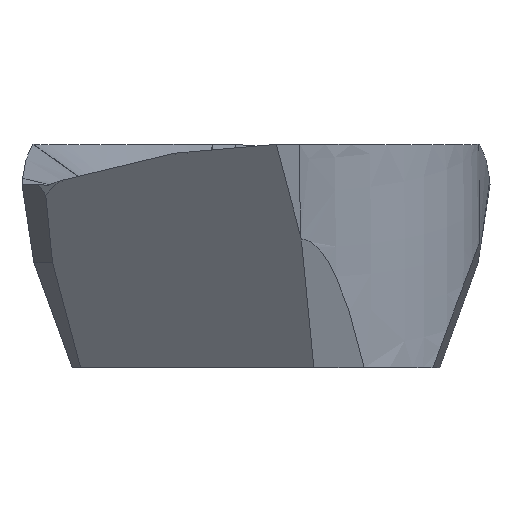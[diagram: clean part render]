
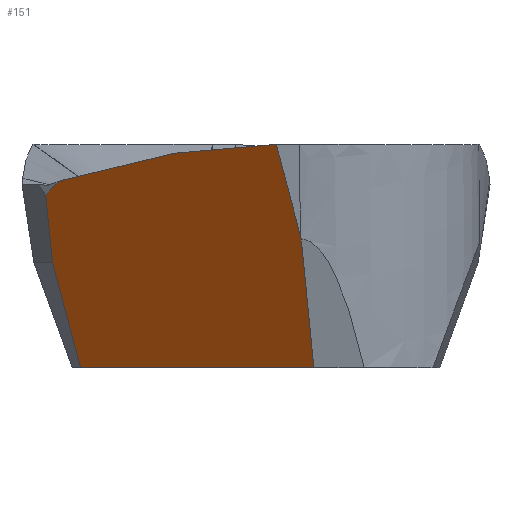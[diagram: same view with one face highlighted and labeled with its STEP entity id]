
A CAD part, left-side view. The second image highlights one B-rep face of the part: STEP entity #151.
In plain terms, the highlighted planar face has unit normal (-0.814, 0.47, -0.342).
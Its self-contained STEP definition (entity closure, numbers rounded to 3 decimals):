
#91=FACE_OUTER_BOUND('',#257,.T.);
#151=ADVANCED_FACE('',(#91),#202,.F.);
#202=PLANE('',#1230);
#257=EDGE_LOOP('',(#402,#403,#404,#405,#406,#407,#408,#409,#410,#411));
#402=ORIENTED_EDGE('',*,*,#780,.F.);
#403=ORIENTED_EDGE('',*,*,#779,.F.);
#404=ORIENTED_EDGE('',*,*,#774,.T.);
#405=ORIENTED_EDGE('',*,*,#770,.T.);
#406=ORIENTED_EDGE('',*,*,#781,.T.);
#407=ORIENTED_EDGE('',*,*,#704,.T.);
#408=ORIENTED_EDGE('',*,*,#782,.F.);
#409=ORIENTED_EDGE('',*,*,#718,.T.);
#410=ORIENTED_EDGE('',*,*,#783,.F.);
#411=ORIENTED_EDGE('',*,*,#784,.F.);
#609=VERTEX_POINT('',#1649);
#611=VERTEX_POINT('',#1652);
#624=VERTEX_POINT('',#1716);
#625=VERTEX_POINT('',#1723);
#666=VERTEX_POINT('',#2696);
#667=VERTEX_POINT('',#2698);
#670=VERTEX_POINT('',#2709);
#671=VERTEX_POINT('',#2800);
#672=VERTEX_POINT('',#2855);
#673=VERTEX_POINT('',#2859);
#704=EDGE_CURVE('',#611,#609,#856,.T.);
#718=EDGE_CURVE('',#625,#624,#1076,.T.);
#770=EDGE_CURVE('',#667,#666,#869,.T.);
#774=EDGE_CURVE('',#670,#667,#872,.T.);
#779=EDGE_CURVE('',#670,#671,#876,.T.);
#780=EDGE_CURVE('',#671,#672,#877,.T.);
#781=EDGE_CURVE('',#666,#611,#878,.T.);
#782=EDGE_CURVE('',#625,#609,#879,.T.);
#783=EDGE_CURVE('',#673,#624,#880,.T.);
#784=EDGE_CURVE('',#672,#673,#1122,.T.);
#856=LINE('',#1651,#918);
#869=LINE('',#2697,#931);
#872=LINE('',#2708,#934);
#876=LINE('',#2801,#938);
#877=LINE('',#2854,#939);
#878=LINE('',#2856,#940);
#879=LINE('',#2857,#941);
#880=LINE('',#2858,#942);
#918=VECTOR('',#1281,1.);
#931=VECTOR('',#1308,1.);
#934=VECTOR('',#1313,1.);
#938=VECTOR('',#1319,1.);
#939=VECTOR('',#1320,1.);
#940=VECTOR('',#1321,1.);
#941=VECTOR('',#1322,1.);
#942=VECTOR('',#1323,1.);
#1076=B_SPLINE_CURVE_WITH_KNOTS('',3,(#1717,#1718,#1719,#1720,#1721,#1722),
 .UNSPECIFIED.,.F.,.F.,(4,1,1,4),(0.,0.333,0.667,1.),
 .UNSPECIFIED.);
#1122=B_SPLINE_CURVE_WITH_KNOTS('',3,(#2860,#2861,#2862,#2863,#2864,#2865,
#2866),.UNSPECIFIED.,.F.,.F.,(4,1,1,1,4),(0.,0.25,0.5,0.75,1.),
 .UNSPECIFIED.);
#1230=AXIS2_PLACEMENT_3D('',#2867,#1324,#1325);
#1281=DIRECTION('',(-0.5,-0.866,0.));
#1308=DIRECTION('',(0.339,-0.094,-0.936));
#1313=DIRECTION('',(0.576,0.576,-0.58));
#1319=DIRECTION('',(-0.551,-0.812,0.195));
#1320=DIRECTION('',(-0.522,-0.85,0.074));
#1321=DIRECTION('',(0.249,-0.249,-0.936));
#1322=DIRECTION('',(0.341,-0.091,-0.936));
#1323=DIRECTION('',(0.251,-0.247,-0.936));
#1324=DIRECTION('',(0.814,-0.47,0.342));
#1325=DIRECTION('',(-0.5,-0.866,0.));
#1649=CARTESIAN_POINT('',(-7.884,-1.294,-5.));
#1651=CARTESIAN_POINT('',(-4.87,3.925,-5.));
#1652=CARTESIAN_POINT('',(-4.87,3.925,-5.));
#1716=CARTESIAN_POINT('',(-8.949,-0.997,-2.058));
#1717=CARTESIAN_POINT('',(-8.932,-1.013,-2.118));
#1718=CARTESIAN_POINT('',(-8.934,-1.012,-2.111));
#1719=CARTESIAN_POINT('',(-8.938,-1.008,-2.098));
#1720=CARTESIAN_POINT('',(-8.943,-1.003,-2.078));
#1721=CARTESIAN_POINT('',(-8.947,-0.999,-2.064));
#1722=CARTESIAN_POINT('',(-8.949,-0.997,-2.058));
#1723=CARTESIAN_POINT('',(-8.932,-1.013,-2.118));
#2696=CARTESIAN_POINT('',(-5.498,4.552,-2.644));
#2697=CARTESIAN_POINT('',(-6.045,4.703,-1.136));
#2698=CARTESIAN_POINT('',(-6.045,4.703,-1.136));
#2708=CARTESIAN_POINT('',(-6.365,4.383,-0.814));
#2709=CARTESIAN_POINT('',(-6.365,4.383,-0.814));
#2800=CARTESIAN_POINT('',(-8.096,1.832,-0.2));
#2801=CARTESIAN_POINT('',(-7.233,3.104,-0.506));
#2854=CARTESIAN_POINT('',(-8.178,1.699,-0.188));
#2855=CARTESIAN_POINT('',(-8.259,1.566,-0.177));
#2856=CARTESIAN_POINT('',(-5.498,4.552,-2.644));
#2857=CARTESIAN_POINT('',(-8.932,-1.013,-2.118));
#2858=CARTESIAN_POINT('',(-9.5,-0.454,0.));
#2859=CARTESIAN_POINT('',(-9.5,-0.454,0.));
#2860=CARTESIAN_POINT('',(-8.259,1.566,-0.177));
#2861=CARTESIAN_POINT('',(-8.363,1.397,-0.162));
#2862=CARTESIAN_POINT('',(-8.571,1.058,-0.132));
#2863=CARTESIAN_POINT('',(-8.881,0.554,-0.088));
#2864=CARTESIAN_POINT('',(-9.19,0.05,-0.044));
#2865=CARTESIAN_POINT('',(-9.397,-0.286,-0.015));
#2866=CARTESIAN_POINT('',(-9.5,-0.454,0.));
#2867=CARTESIAN_POINT('',(-7.978,2.181,0.));
